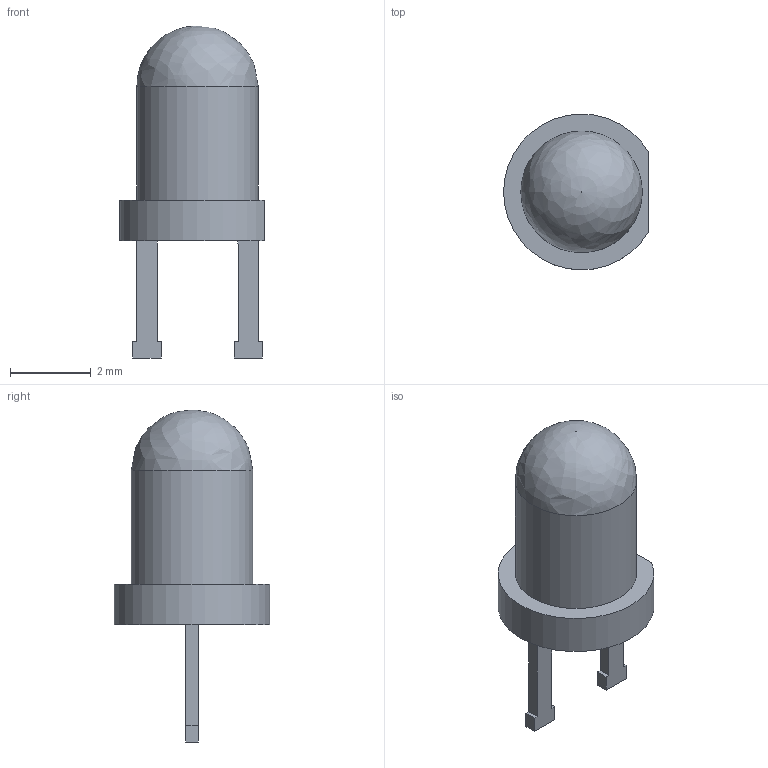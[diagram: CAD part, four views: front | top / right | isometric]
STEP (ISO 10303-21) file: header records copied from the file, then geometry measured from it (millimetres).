
FILE_DESCRIPTION(/* description */ (''),/* implementation_level */ '2;1');
FILE_NAME(/* name */ '',/* time_stamp */ '2024-10-20T15:00:41+09:00',/* author */ (''),/* organization */ (''),/* preprocessor_version */ 'ST-DEVELOPER v20',/* originating_system */ 'Autodesk Translation Framework v13.20.0.188',/* authorisation */ '');
FILE_SCHEMA (('AUTOMOTIVE_DESIGN { 1 0 10303 214 3 1 1 }'));
Length unit declared in the file: millimetre
Products named in the file (2): LED白; Led_3mm_Branco_Transparente v1
Assembly tree (1 placements, depth 2):
  LED白
    Led_3mm_Branco_Transparente v1
Bounding box: 3.58 x 3.85 x 8.2 mm (x, y, z)
Volume: 40.8 mm3; surface area: 94.7 mm2
Topology: 3 solids, 3 shells, 48 faces, 122 edges, 81 vertices
Faces by surface type: plane 41, cylinder 6, bspline 1
Full cylindrical faces by diameter (mm): 3 x1
Entity records: 1567 total; most frequent: CARTESIAN_POINT 298, ORIENTED_EDGE 244, DIRECTION 236, EDGE_CURVE 122, LINE 108, VECTOR 108, VERTEX_POINT 81, AXIS2_PLACEMENT_3D 64
